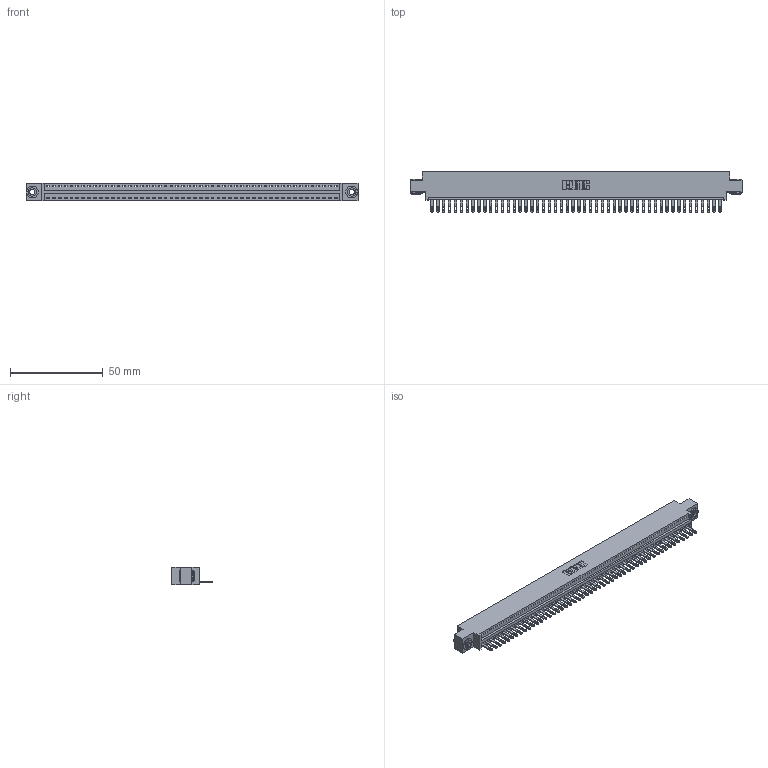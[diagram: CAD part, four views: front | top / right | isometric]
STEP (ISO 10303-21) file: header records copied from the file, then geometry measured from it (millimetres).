
FILE_DESCRIPTION (( 'STEP AP203' ), '1' );
FILE_NAME ('346-050-500-603.STEP', '2018-08-25T13:03:19', ( '' ), ( '' ), 'SwSTEP 2.0', 'SolidWorks 2016', '' );
FILE_SCHEMA (( 'CONFIG_CONTROL_DESIGN' ));
Length unit declared in the file: inch
Products named in the file (4): 346 Part_0.170 Offset - 0.156 Dia-TH; 345-292-001_345-293-100; 345-250-002_345-250-002-102; 346-050-500-603
Assembly tree (53 placements, depth 2):
  346-050-500-603
    346 Part_0.170 Offset - 0.156 Dia-TH
    345-292-001_345-293-100  x50
    345-250-002_345-250-002-102  x2
Bounding box: 179.32 x 21.84 x 9.4 mm (x, y, z)
Volume: 17116.1 mm3; surface area: 21975.3 mm2
Topology: 53 solids, 53 shells, 2864 faces, 8817 edges, 5874 vertices
Faces by surface type: plane 1790, cylinder 1066, cone 8
Entity records: 30666 total; most frequent: CARTESIAN_POINT 5233, ORIENTED_EDGE 5210, DIRECTION 4639, EDGE_CURVE 2605, LINE 2245, VECTOR 2245, VERTEX_POINT 1734, AXIS2_PLACEMENT_3D 1197
